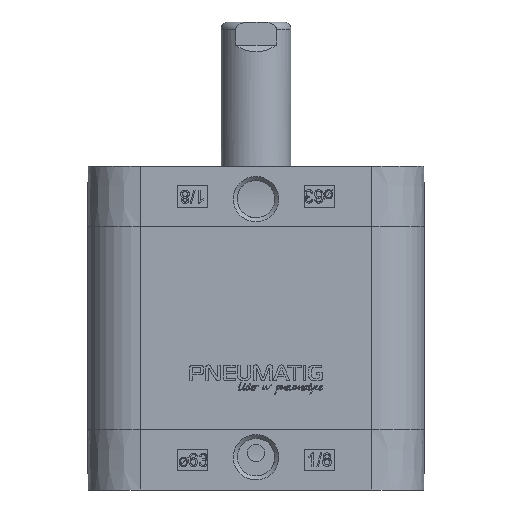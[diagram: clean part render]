
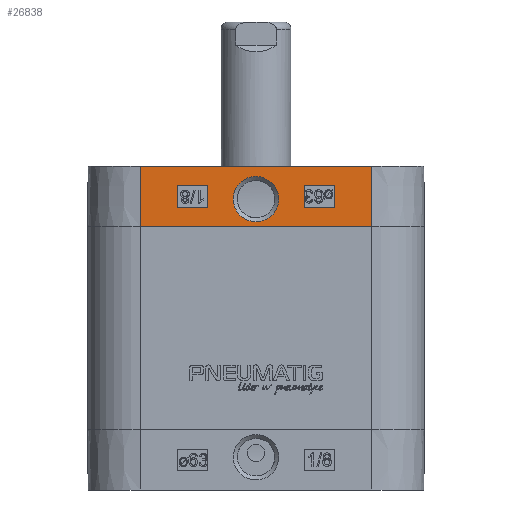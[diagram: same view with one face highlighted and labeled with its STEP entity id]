
A CAD part, left-side view. The second image highlights one B-rep face of the part: STEP entity #26838.
In plain terms, the highlighted planar face has unit normal (-1, 0, 0.009).
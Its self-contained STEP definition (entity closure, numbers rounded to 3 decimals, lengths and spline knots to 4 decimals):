
#1158=B_SPLINE_CURVE_WITH_KNOTS($,3,(#38566,#38567,#38568,#38569,#38570,
#38571,#38572,#38573,#38574,#38575,#38576,#38577,#38578,#38579,#38580,#38581,
#38582,#38583,#38584,#38585,#38586,#38587,#38588,#38589,#38590,#38591,#38592,
#38593,#38594,#38595,#38596,#38597,#38598,#38599,#38600,#38601,#38602,#38603,
#38604,#38605,#38606,#38607,#38608,#38609,#38610,#38611,#38612,#38613,#38614,
#38615,#38616,#38617,#38618,#38619,#38620,#38621,#38622,#38623),
 .UNSPECIFIED.,.T.,.F.,(4,3,3,3,3,3,3,3,3,3,3,3,3,3,3,3,3,3,3,4),(0.,0.1914,
0.2286,0.4161,0.6639,0.936,
1.3093,1.6131,1.636,1.9775,2.1011,
2.1254,2.317,2.5153,2.8549,3.2247,
3.5526,3.9058,4.0561,4.2905),
 .UNSPECIFIED.);
#2794=FACE_BOUND($,#9171,.T.);
#2795=FACE_BOUND($,#9172,.T.);
#2796=FACE_BOUND($,#9173,.T.);
#3345=LINE($,#36577,#5426);
#3424=LINE($,#36967,#5505);
#3604=LINE($,#38482,#5685);
#3606=LINE($,#38486,#5687);
#3608=LINE($,#38490,#5689);
#3610=LINE($,#38493,#5691);
#3612=LINE($,#38499,#5693);
#3614=LINE($,#38503,#5695);
#3616=LINE($,#38507,#5697);
#3618=LINE($,#38510,#5699);
#3620=LINE($,#38625,#5701);
#3621=LINE($,#38626,#5702);
#5426=VECTOR($,#30557,5.3);
#5505=VECTOR($,#30868,5.3);
#5685=VECTOR($,#31206,0.5);
#5687=VECTOR($,#31210,0.7);
#5689=VECTOR($,#31214,0.5);
#5691=VECTOR($,#31218,0.7);
#5693=VECTOR($,#31224,0.5);
#5695=VECTOR($,#31228,0.7);
#5697=VECTOR($,#31232,0.5);
#5699=VECTOR($,#31236,0.7);
#5701=VECTOR($,#31242,1.3751);
#5702=VECTOR($,#31243,1.3751);
#7495=FACE_OUTER_BOUND($,#9170,.T.);
#9170=EDGE_LOOP($,(#20059,#20060,#20061,#20062));
#9171=EDGE_LOOP($,(#20063,#20064,#20065,#20066));
#9172=EDGE_LOOP($,(#20067,#20068,#20069,#20070));
#9173=EDGE_LOOP($,(#20071));
#11337=VERTEX_POINT($,#36574);
#11338=VERTEX_POINT($,#36576);
#11448=VERTEX_POINT($,#36964);
#11449=VERTEX_POINT($,#36966);
#11718=VERTEX_POINT($,#38479);
#11719=VERTEX_POINT($,#38481);
#11720=VERTEX_POINT($,#38485);
#11721=VERTEX_POINT($,#38489);
#11722=VERTEX_POINT($,#38496);
#11723=VERTEX_POINT($,#38498);
#11724=VERTEX_POINT($,#38502);
#11725=VERTEX_POINT($,#38506);
#11726=VERTEX_POINT($,#38564);
#14323=EDGE_CURVE($,#11338,#11337,#3345,.T.);
#14458=EDGE_CURVE($,#11449,#11448,#3424,.T.);
#14813=EDGE_CURVE($,#11719,#11718,#3604,.T.);
#14815=EDGE_CURVE($,#11720,#11719,#3606,.T.);
#14817=EDGE_CURVE($,#11721,#11720,#3608,.T.);
#14819=EDGE_CURVE($,#11718,#11721,#3610,.T.);
#14821=EDGE_CURVE($,#11723,#11722,#3612,.T.);
#14823=EDGE_CURVE($,#11724,#11723,#3614,.T.);
#14825=EDGE_CURVE($,#11725,#11724,#3616,.T.);
#14827=EDGE_CURVE($,#11722,#11725,#3618,.T.);
#14829=EDGE_CURVE($,#11726,#11726,#1158,.T.);
#14830=EDGE_CURVE($,#11449,#11337,#3620,.T.);
#14831=EDGE_CURVE($,#11448,#11338,#3621,.T.);
#20059=ORIENTED_EDGE($,*,*,#14323,.T.);
#20060=ORIENTED_EDGE($,*,*,#14830,.F.);
#20061=ORIENTED_EDGE($,*,*,#14458,.T.);
#20062=ORIENTED_EDGE($,*,*,#14831,.T.);
#20063=ORIENTED_EDGE($,*,*,#14813,.T.);
#20064=ORIENTED_EDGE($,*,*,#14819,.T.);
#20065=ORIENTED_EDGE($,*,*,#14817,.T.);
#20066=ORIENTED_EDGE($,*,*,#14815,.T.);
#20067=ORIENTED_EDGE($,*,*,#14821,.T.);
#20068=ORIENTED_EDGE($,*,*,#14827,.T.);
#20069=ORIENTED_EDGE($,*,*,#14825,.T.);
#20070=ORIENTED_EDGE($,*,*,#14823,.T.);
#20071=ORIENTED_EDGE($,*,*,#14829,.F.);
#26073=PLANE($,#28576);
#26838=ADVANCED_FACE($,(#7495,#2794,#2795,#2796),#26073,.T.);
#28576=AXIS2_PLACEMENT_3D($,#38624,#31240,#31241);
#30557=DIRECTION($,(0.,1.,0.));
#30868=DIRECTION($,(0.,-1.,0.));
#31206=DIRECTION($,(-0.009,0.,-1.));
#31210=DIRECTION($,(0.,-1.,0.));
#31214=DIRECTION($,(0.009,0.,1.));
#31218=DIRECTION($,(0.,1.,0.));
#31224=DIRECTION($,(-0.009,0.,-1.));
#31228=DIRECTION($,(0.,-1.,0.));
#31232=DIRECTION($,(0.009,0.,1.));
#31236=DIRECTION($,(0.,1.,0.));
#31240=DIRECTION('center_axis',(-1.,0.,
0.009));
#31241=DIRECTION('ref_axis',(0.009,0.,
1.));
#31242=DIRECTION($,(0.009,0.,1.));
#31243=DIRECTION($,(0.009,0.,1.));
#36574=CARTESIAN_POINT('',(-3.838,2.65,1.9));
#36576=CARTESIAN_POINT('',(-3.838,-2.65,1.9));
#36577=CARTESIAN_POINT($,(-3.838,-2.65,1.9));
#36964=CARTESIAN_POINT('',(-3.85,-2.65,0.525));
#36966=CARTESIAN_POINT('',(-3.85,2.65,0.525));
#36967=CARTESIAN_POINT($,(-3.85,2.65,0.525));
#38479=CARTESIAN_POINT('',(-3.8462,1.1,0.965));
#38481=CARTESIAN_POINT('',(-3.8418,1.1,1.465));
#38482=CARTESIAN_POINT($,(-3.8418,1.1,1.465));
#38485=CARTESIAN_POINT('',(-3.8418,1.8,1.465));
#38486=CARTESIAN_POINT($,(-3.8418,1.8,1.465));
#38489=CARTESIAN_POINT('',(-3.8462,1.8,0.965));
#38490=CARTESIAN_POINT($,(-3.8462,1.8,0.965));
#38493=CARTESIAN_POINT($,(-3.8462,1.1,0.965));
#38496=CARTESIAN_POINT('',(-3.8462,-1.8,0.965));
#38498=CARTESIAN_POINT('',(-3.8418,-1.8,1.465));
#38499=CARTESIAN_POINT($,(-3.8418,-1.8,1.465));
#38502=CARTESIAN_POINT('',(-3.8418,-1.1,1.465));
#38503=CARTESIAN_POINT($,(-3.8418,-1.1,1.465));
#38506=CARTESIAN_POINT('',(-3.8462,-1.1,0.965));
#38507=CARTESIAN_POINT($,(-3.8462,-1.1,0.965));
#38510=CARTESIAN_POINT($,(-3.8462,-1.8,0.965));
#38564=CARTESIAN_POINT('',(-3.8491,0.,0.6313));
#38566=CARTESIAN_POINT('Ctrl Pts',(-3.84,-0.0001,
1.669));
#38567=CARTESIAN_POINT('Ctrl Pts',(-3.84,0.0637,
1.6691));
#38568=CARTESIAN_POINT('Ctrl Pts',(-3.8401,0.1288,
1.6579));
#38569=CARTESIAN_POINT('Ctrl Pts',(-3.8403,0.1905,
1.6341));
#38570=CARTESIAN_POINT('Ctrl Pts',(-3.8404,0.2025,
1.6295));
#38571=CARTESIAN_POINT('Ctrl Pts',(-3.8404,0.2144,
1.6244));
#38572=CARTESIAN_POINT('Ctrl Pts',(-3.8405,0.2256,
1.619));
#38573=CARTESIAN_POINT('Ctrl Pts',(-3.8407,0.282,
1.5921));
#38574=CARTESIAN_POINT('Ctrl Pts',(-3.841,0.3244,
1.5586));
#38575=CARTESIAN_POINT('Ctrl Pts',(-3.8412,0.3534,
1.5316));
#38576=CARTESIAN_POINT('Ctrl Pts',(-3.8415,0.3916,
1.4958));
#38577=CARTESIAN_POINT('Ctrl Pts',(-3.8418,0.4197,
1.4602));
#38578=CARTESIAN_POINT('Ctrl Pts',(-3.8422,0.4451,
1.418));
#38579=CARTESIAN_POINT('Ctrl Pts',(-3.8426,0.473,1.3715));
#38580=CARTESIAN_POINT('Ctrl Pts',(-3.8431,0.4941,
1.3202));
#38581=CARTESIAN_POINT('Ctrl Pts',(-3.8435,0.5064,
1.2665));
#38582=CARTESIAN_POINT('Ctrl Pts',(-3.8442,0.5232,
1.1928));
#38583=CARTESIAN_POINT('Ctrl Pts',(-3.8449,0.5238,
1.1131));
#38584=CARTESIAN_POINT('Ctrl Pts',(-3.8455,0.5062,
1.0354));
#38585=CARTESIAN_POINT('Ctrl Pts',(-3.8461,0.4919,
0.9722));
#38586=CARTESIAN_POINT('Ctrl Pts',(-3.8466,0.4685,
0.9105));
#38587=CARTESIAN_POINT('Ctrl Pts',(-3.8472,0.4182,
0.8425));
#38588=CARTESIAN_POINT('Ctrl Pts',(-3.8473,0.4144,
0.8374));
#38589=CARTESIAN_POINT('Ctrl Pts',(-3.8473,0.4105,
0.8322));
#38590=CARTESIAN_POINT('Ctrl Pts',(-3.8474,0.4064,
0.8271));
#38591=CARTESIAN_POINT('Ctrl Pts',(-3.848,0.345,
0.7507));
#38592=CARTESIAN_POINT('Ctrl Pts',(-3.8486,0.2495,
0.6837));
#38593=CARTESIAN_POINT('Ctrl Pts',(-3.8489,0.1433,
0.6524));
#38594=CARTESIAN_POINT('Ctrl Pts',(-3.849,0.1049,0.641));
#38595=CARTESIAN_POINT('Ctrl Pts',(-3.849,0.0648,0.6339));
#38596=CARTESIAN_POINT('Ctrl Pts',(-3.8491,0.0239,
0.6319));
#38597=CARTESIAN_POINT('Ctrl Pts',(-3.8491,0.0159,
0.6315));
#38598=CARTESIAN_POINT('Ctrl Pts',(-3.8491,0.0078,
0.6313));
#38599=CARTESIAN_POINT('Ctrl Pts',(-3.8491,0.,
0.6313));
#38600=CARTESIAN_POINT('Ctrl Pts',(-3.8491,-0.0623,
0.6313));
#38601=CARTESIAN_POINT('Ctrl Pts',(-3.849,-0.1155,
0.6434));
#38602=CARTESIAN_POINT('Ctrl Pts',(-3.8489,-0.1538,
0.6556));
#38603=CARTESIAN_POINT('Ctrl Pts',(-3.8488,-0.1934,
0.6682));
#38604=CARTESIAN_POINT('Ctrl Pts',(-3.8486,-0.2243,
0.6821));
#38605=CARTESIAN_POINT('Ctrl Pts',(-3.8485,-0.2571,
0.7007));
#38606=CARTESIAN_POINT('Ctrl Pts',(-3.8482,-0.3132,
0.7326));
#38607=CARTESIAN_POINT('Ctrl Pts',(-3.8478,-0.3646,
0.7748));
#38608=CARTESIAN_POINT('Ctrl Pts',(-3.8474,-0.4065,
0.8271));
#38609=CARTESIAN_POINT('Ctrl Pts',(-3.8469,-0.4523,
0.884));
#38610=CARTESIAN_POINT('Ctrl Pts',(-3.8462,-0.4885,
0.9566));
#38611=CARTESIAN_POINT('Ctrl Pts',(-3.8455,-0.5065,
1.0352));
#38612=CARTESIAN_POINT('Ctrl Pts',(-3.8449,-0.5224,
1.105));
#38613=CARTESIAN_POINT('Ctrl Pts',(-3.8443,-0.5275,
1.1777));
#38614=CARTESIAN_POINT('Ctrl Pts',(-3.8435,-0.507,
1.2663));
#38615=CARTESIAN_POINT('Ctrl Pts',(-3.8427,-0.4849,
1.3617));
#38616=CARTESIAN_POINT('Ctrl Pts',(-3.8418,-0.4272,
1.464));
#38617=CARTESIAN_POINT('Ctrl Pts',(-3.8412,-0.3443,
1.5384));
#38618=CARTESIAN_POINT('Ctrl Pts',(-3.8409,-0.309,
1.57));
#38619=CARTESIAN_POINT('Ctrl Pts',(-3.8406,-0.269,
1.5974));
#38620=CARTESIAN_POINT('Ctrl Pts',(-3.8405,-0.2252,
1.6185));
#38621=CARTESIAN_POINT('Ctrl Pts',(-3.8402,-0.1569,
1.6514));
#38622=CARTESIAN_POINT('Ctrl Pts',(-3.84,-0.0782,
1.6689));
#38623=CARTESIAN_POINT('Ctrl Pts',(-3.84,-0.0001,
1.669));
#38624=CARTESIAN_POINT('Origin',(-3.85,0.,0.525));
#38625=CARTESIAN_POINT($,(-3.85,2.65,0.525));
#38626=CARTESIAN_POINT($,(-3.85,-2.65,0.525));
